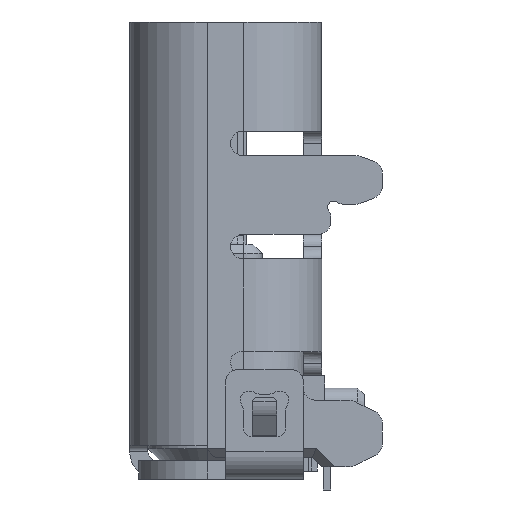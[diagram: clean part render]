
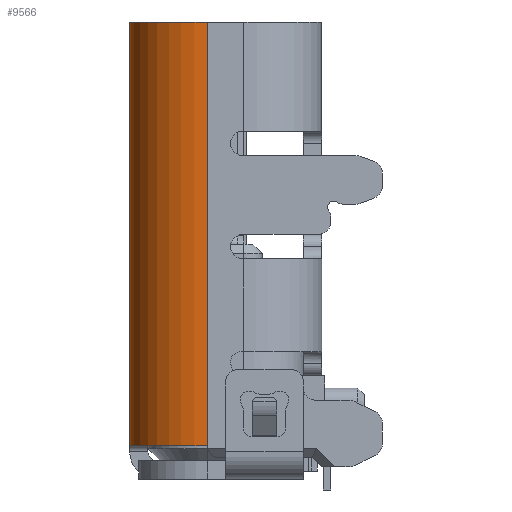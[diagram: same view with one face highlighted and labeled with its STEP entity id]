
A CAD part, left-side view. The second image highlights one B-rep face of the part: STEP entity #9566.
In plain terms, the highlighted cylindrical face has radius 1.28 mm (diameter 2.56 mm), a partial arc.
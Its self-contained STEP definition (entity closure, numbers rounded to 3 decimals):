
#5459 = VERTEX_POINT('',#5460);
#5460 = CARTESIAN_POINT('',(-4.47,2.03,3.855));
#5476 = VERTEX_POINT('',#5477);
#5477 = CARTESIAN_POINT('',(-3.19,3.31,3.855));
#5483 = EDGE_CURVE('',#5476,#5459,#5484,.T.);
#5484 = CIRCLE('',#5485,1.28);
#5485 = AXIS2_PLACEMENT_3D('',#5486,#5487,#5488);
#5486 = CARTESIAN_POINT('',(-3.19,2.03,3.855));
#5487 = DIRECTION('',(0.,0.,1.));
#5488 = DIRECTION('',(-1.,0.,0.));
#7006 = VERTEX_POINT('',#7007);
#7007 = CARTESIAN_POINT('',(-3.19,3.31,-3.125));
#7038 = VERTEX_POINT('',#7039);
#7039 = CARTESIAN_POINT('',(-4.47,2.03,-3.125));
#7045 = EDGE_CURVE('',#7006,#7038,#7046,.T.);
#7046 = CIRCLE('',#7047,1.28);
#7047 = AXIS2_PLACEMENT_3D('',#7048,#7049,#7050);
#7048 = CARTESIAN_POINT('',(-3.19,2.03,-3.125));
#7049 = DIRECTION('',(0.,0.,1.));
#7050 = DIRECTION('',(-1.,0.,0.));
#9566 = ADVANCED_FACE('',(#9567),#9583,.T.);
#9567 = FACE_BOUND('',#9568,.T.);
#9568 = EDGE_LOOP('',(#9569,#9570,#9576,#9577));
#9569 = ORIENTED_EDGE('',*,*,#5483,.F.);
#9570 = ORIENTED_EDGE('',*,*,#9571,.F.);
#9571 = EDGE_CURVE('',#7006,#5476,#9572,.T.);
#9572 = LINE('',#9573,#9574);
#9573 = CARTESIAN_POINT('',(-3.19,3.31,-3.125));
#9574 = VECTOR('',#9575,1.);
#9575 = DIRECTION('',(0.,0.,1.));
#9576 = ORIENTED_EDGE('',*,*,#7045,.T.);
#9577 = ORIENTED_EDGE('',*,*,#9578,.T.);
#9578 = EDGE_CURVE('',#7038,#5459,#9579,.T.);
#9579 = LINE('',#9580,#9581);
#9580 = CARTESIAN_POINT('',(-4.47,2.03,-3.125));
#9581 = VECTOR('',#9582,1.);
#9582 = DIRECTION('',(0.,0.,1.));
#9583 = CYLINDRICAL_SURFACE('',#9584,1.28);
#9584 = AXIS2_PLACEMENT_3D('',#9585,#9586,#9587);
#9585 = CARTESIAN_POINT('',(-3.19,2.03,-3.125));
#9586 = DIRECTION('',(0.,0.,1.));
#9587 = DIRECTION('',(1.,0.,-0.));
